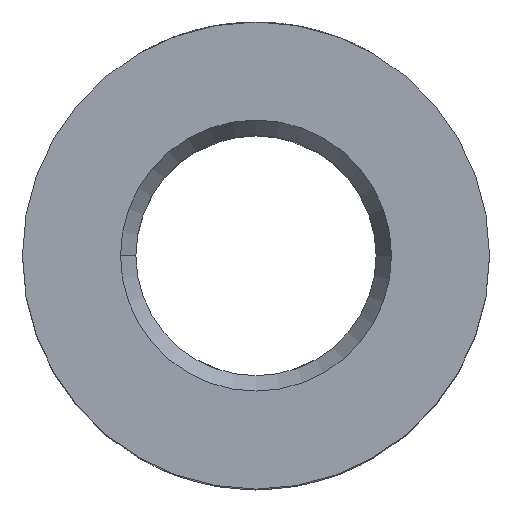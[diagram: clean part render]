
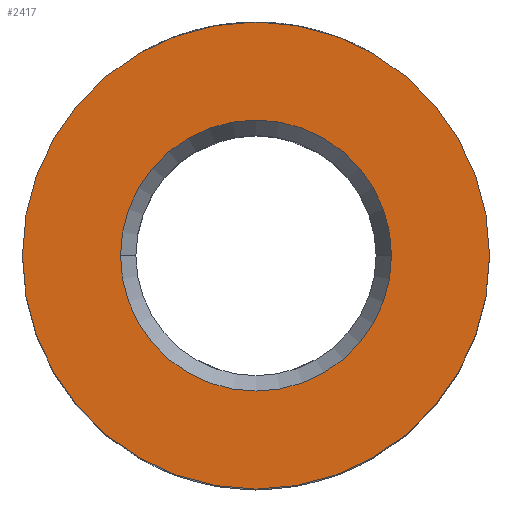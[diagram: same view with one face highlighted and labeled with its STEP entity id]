
A CAD part, top view. The second image highlights one B-rep face of the part: STEP entity #2417.
In plain terms, the highlighted planar face has unit normal (0, 0, 1).
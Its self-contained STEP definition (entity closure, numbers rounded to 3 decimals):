
#123 = AXIS2_PLACEMENT_3D ( 'NONE', #2515, #1418, #3005 ) ;
#508 = EDGE_CURVE ( 'NONE', #1932, #1270, #1261, .T. ) ;
#714 = DIRECTION ( 'NONE',  ( -1., 0., 0. ) ) ;
#732 = CARTESIAN_POINT ( 'NONE',  ( 0., 0., 0. ) ) ;
#734 = ORIENTED_EDGE ( 'NONE', *, *, #890, .T. ) ;
#769 = CARTESIAN_POINT ( 'NONE',  ( -10.155, 0., 0. ) ) ;
#775 = VERTEX_POINT ( 'NONE', #1565 ) ;
#890 = EDGE_CURVE ( 'NONE', #775, #2931, #2920, .T. ) ;
#938 = EDGE_CURVE ( 'NONE', #1270, #1932, #1484, .T. ) ;
#969 = CARTESIAN_POINT ( 'NONE',  ( 0., 17.5, 0. ) ) ;
#1157 = ORIENTED_EDGE ( 'NONE', *, *, #508, .T. ) ;
#1227 = AXIS2_PLACEMENT_3D ( 'NONE', #1783, #2329, #714 ) ;
#1261 = CIRCLE ( 'NONE', #123, 17.5 ) ;
#1270 = VERTEX_POINT ( 'NONE', #3398 ) ;
#1372 = EDGE_CURVE ( 'NONE', #2931, #775, #1649, .T. ) ;
#1418 = DIRECTION ( 'NONE',  ( 0., 0., 1. ) ) ;
#1477 = DIRECTION ( 'NONE',  ( 0., 0., -1. ) ) ;
#1484 = CIRCLE ( 'NONE', #2387, 17.5 ) ;
#1565 = CARTESIAN_POINT ( 'NONE',  ( 10.155, 0., 0. ) ) ;
#1606 = CARTESIAN_POINT ( 'NONE',  ( 17.5, 0., 0. ) ) ;
#1649 = CIRCLE ( 'NONE', #2556, 10.155 ) ;
#1718 = DIRECTION ( 'NONE',  ( -1., 0., 0. ) ) ;
#1783 = CARTESIAN_POINT ( 'NONE',  ( 0., 0., 0. ) ) ;
#1932 = VERTEX_POINT ( 'NONE', #1606 ) ;
#2071 = DIRECTION ( 'NONE',  ( -1., 0., 0. ) ) ;
#2121 = AXIS2_PLACEMENT_3D ( 'NONE', #969, #1477, #2071 ) ;
#2184 = EDGE_LOOP ( 'NONE', ( #1157, #3445 ) ) ;
#2232 = ORIENTED_EDGE ( 'NONE', *, *, #1372, .T. ) ;
#2329 = DIRECTION ( 'NONE',  ( 0., 0., -1. ) ) ;
#2332 = FACE_OUTER_BOUND ( 'NONE', #2184, .T. ) ;
#2387 = AXIS2_PLACEMENT_3D ( 'NONE', #732, #2889, #2624 ) ;
#2417 = ADVANCED_FACE ( 'NONE', ( #3316, #2332 ), #2846, .F. ) ;
#2515 = CARTESIAN_POINT ( 'NONE',  ( 0., 0., 0. ) ) ;
#2556 = AXIS2_PLACEMENT_3D ( 'NONE', #3325, #2768, #1718 ) ;
#2624 = DIRECTION ( 'NONE',  ( 1., 0., 0. ) ) ;
#2631 = EDGE_LOOP ( 'NONE', ( #734, #2232 ) ) ;
#2768 = DIRECTION ( 'NONE',  ( 0., 0., -1. ) ) ;
#2846 = PLANE ( 'NONE',  #2121 ) ;
#2889 = DIRECTION ( 'NONE',  ( 0., 0., 1. ) ) ;
#2920 = CIRCLE ( 'NONE', #1227, 10.155 ) ;
#2931 = VERTEX_POINT ( 'NONE', #769 ) ;
#3005 = DIRECTION ( 'NONE',  ( 1., 0., 0. ) ) ;
#3316 = FACE_BOUND ( 'NONE', #2631, .T. ) ;
#3325 = CARTESIAN_POINT ( 'NONE',  ( 0., 0., 0. ) ) ;
#3398 = CARTESIAN_POINT ( 'NONE',  ( -17.5, 0., 0. ) ) ;
#3445 = ORIENTED_EDGE ( 'NONE', *, *, #938, .T. ) ;
